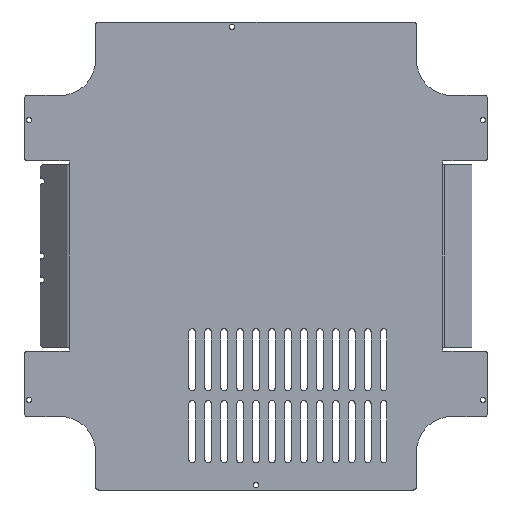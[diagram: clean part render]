
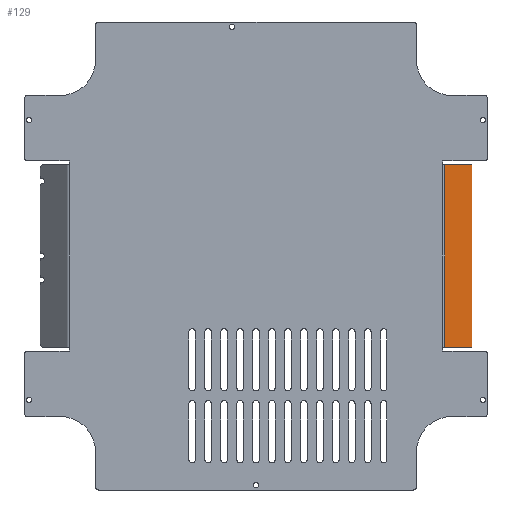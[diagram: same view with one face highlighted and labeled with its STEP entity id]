
A CAD part, front view. The second image highlights one B-rep face of the part: STEP entity #129.
In plain terms, the highlighted planar face has unit normal (0.756, -0.655, 0).
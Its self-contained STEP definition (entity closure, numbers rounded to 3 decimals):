
#42 = DIRECTION ( 'NONE',  ( -0.655, -0.756, 0. ) ) ;
#48 = VECTOR ( 'NONE', #1671, 1000. ) ;
#80 = VECTOR ( 'NONE', #457, 1000. ) ;
#129 = ADVANCED_FACE ( 'NONE', ( #653 ), #496, .F. ) ;
#260 = DIRECTION ( 'NONE',  ( 0., 0., -1. ) ) ;
#330 = EDGE_CURVE ( 'NONE', #5476, #1292, #1476, .T. ) ;
#457 = DIRECTION ( 'NONE',  ( 0.655, 0.756, 0. ) ) ;
#496 = PLANE ( 'NONE',  #4374 ) ;
#597 = DIRECTION ( 'NONE',  ( 0.655, 0.756, 0. ) ) ;
#618 = EDGE_CURVE ( 'NONE', #5131, #1292, #1999, .T. ) ;
#622 = ORIENTED_EDGE ( 'NONE', *, *, #5727, .T. ) ;
#653 = FACE_OUTER_BOUND ( 'NONE', #3843, .T. ) ;
#1292 = VERTEX_POINT ( 'NONE', #1618 ) ;
#1476 = LINE ( 'NONE', #6778, #80 ) ;
#1573 = CARTESIAN_POINT ( 'NONE',  ( 135., 20., 57. ) ) ;
#1618 = CARTESIAN_POINT ( 'NONE',  ( 135., 20., -57. ) ) ;
#1671 = DIRECTION ( 'NONE',  ( 0., 0., -1. ) ) ;
#1999 = LINE ( 'NONE', #3782, #4048 ) ;
#2886 = CARTESIAN_POINT ( 'NONE',  ( 118.096, 0.5, 57. ) ) ;
#2918 = CARTESIAN_POINT ( 'NONE',  ( 135., 20., 57. ) ) ;
#3411 = LINE ( 'NONE', #2886, #48 ) ;
#3603 = ORIENTED_EDGE ( 'NONE', *, *, #330, .T. ) ;
#3782 = CARTESIAN_POINT ( 'NONE',  ( 135., 20., 57. ) ) ;
#3843 = EDGE_LOOP ( 'NONE', ( #3603, #4567, #6243, #622 ) ) ;
#4048 = VECTOR ( 'NONE', #260, 1000. ) ;
#4279 = VECTOR ( 'NONE', #597, 1000. ) ;
#4297 = CARTESIAN_POINT ( 'NONE',  ( 118.096, 0.5, -57. ) ) ;
#4374 = AXIS2_PLACEMENT_3D ( 'NONE', #2918, #5236, #42 ) ;
#4567 = ORIENTED_EDGE ( 'NONE', *, *, #618, .F. ) ;
#4654 = LINE ( 'NONE', #5831, #4279 ) ;
#4863 = EDGE_CURVE ( 'NONE', #5106, #5131, #4654, .T. ) ;
#4958 = CARTESIAN_POINT ( 'NONE',  ( 118.096, 0.5, 57. ) ) ;
#5106 = VERTEX_POINT ( 'NONE', #4958 ) ;
#5131 = VERTEX_POINT ( 'NONE', #1573 ) ;
#5236 = DIRECTION ( 'NONE',  ( -0.756, 0.655, 0. ) ) ;
#5476 = VERTEX_POINT ( 'NONE', #4297 ) ;
#5727 = EDGE_CURVE ( 'NONE', #5106, #5476, #3411, .T. ) ;
#5831 = CARTESIAN_POINT ( 'NONE',  ( 135., 20., 57. ) ) ;
#6243 = ORIENTED_EDGE ( 'NONE', *, *, #4863, .F. ) ;
#6778 = CARTESIAN_POINT ( 'NONE',  ( 135., 20., -57. ) ) ;
